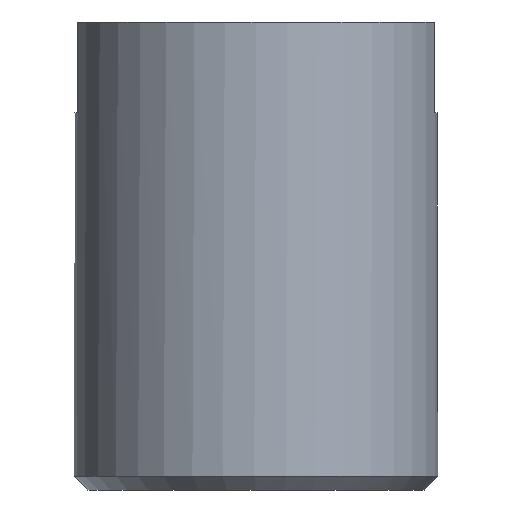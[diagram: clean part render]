
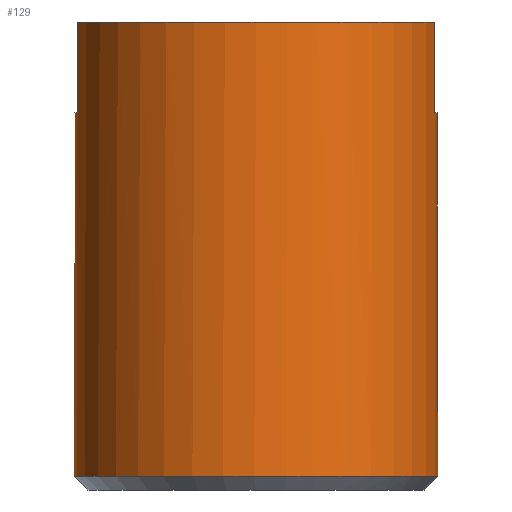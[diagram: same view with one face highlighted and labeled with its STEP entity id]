
A CAD part, left-side view. The second image highlights one B-rep face of the part: STEP entity #129.
In plain terms, the highlighted cylindrical face has radius 4 mm (diameter 8 mm), a full revolution.
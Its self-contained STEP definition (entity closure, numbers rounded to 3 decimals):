
#12=CYLINDRICAL_SURFACE($,#146,4.);
#14=FACE_BOUND($,#38,.T.);
#16=CIRCLE($,#137,4.);
#17=CIRCLE($,#138,4.);
#18=CIRCLE($,#140,4.);
#19=CIRCLE($,#142,4.);
#20=CIRCLE($,#144,4.);
#28=FACE_OUTER_BOUND($,#37,.T.);
#37=EDGE_LOOP($,(#98,#99,#100,#101,#102,#103,#104,#105));
#38=EDGE_LOOP($,(#106));
#41=LINE($,#192,#49);
#43=LINE($,#195,#51);
#45=LINE($,#201,#53);
#47=LINE($,#204,#55);
#49=VECTOR($,#153,2.);
#51=VECTOR($,#155,2.);
#53=VECTOR($,#159,2.);
#55=VECTOR($,#161,2.);
#56=VERTEX_POINT($,#188);
#57=VERTEX_POINT($,#189);
#58=VERTEX_POINT($,#191);
#59=VERTEX_POINT($,#193);
#60=VERTEX_POINT($,#197);
#61=VERTEX_POINT($,#198);
#62=VERTEX_POINT($,#200);
#63=VERTEX_POINT($,#202);
#64=VERTEX_POINT($,#213);
#67=EDGE_CURVE($,#58,#56,#41,.T.);
#69=EDGE_CURVE($,#57,#59,#43,.T.);
#71=EDGE_CURVE($,#62,#60,#45,.T.);
#73=EDGE_CURVE($,#61,#63,#47,.T.);
#74=EDGE_CURVE($,#60,#57,#16,.T.);
#75=EDGE_CURVE($,#56,#61,#17,.T.);
#76=EDGE_CURVE($,#63,#62,#18,.T.);
#77=EDGE_CURVE($,#59,#58,#19,.T.);
#78=EDGE_CURVE($,#64,#64,#20,.T.);
#98=ORIENTED_EDGE($,*,*,#69,.T.);
#99=ORIENTED_EDGE($,*,*,#77,.T.);
#100=ORIENTED_EDGE($,*,*,#67,.T.);
#101=ORIENTED_EDGE($,*,*,#75,.T.);
#102=ORIENTED_EDGE($,*,*,#73,.T.);
#103=ORIENTED_EDGE($,*,*,#76,.T.);
#104=ORIENTED_EDGE($,*,*,#71,.T.);
#105=ORIENTED_EDGE($,*,*,#74,.T.);
#106=ORIENTED_EDGE($,*,*,#78,.F.);
#129=ADVANCED_FACE($,(#28,#14),#12,.T.);
#137=AXIS2_PLACEMENT_3D($,#206,#164,#165);
#138=AXIS2_PLACEMENT_3D($,#207,#166,#167);
#140=AXIS2_PLACEMENT_3D($,#209,#170,#171);
#142=AXIS2_PLACEMENT_3D($,#211,#174,#175);
#144=AXIS2_PLACEMENT_3D($,#214,#178,#179);
#146=AXIS2_PLACEMENT_3D($,#217,#182,#183);
#153=DIRECTION($,(0.,0.,-1.));
#155=DIRECTION($,(0.,0.,1.));
#159=DIRECTION($,(0.,0.,-1.));
#161=DIRECTION($,(0.,0.,1.));
#164=DIRECTION('center_axis',(0.,0.,
-1.));
#165=DIRECTION('ref_axis',(-1.,0.,0.));
#166=DIRECTION('center_axis',(0.,0.,
-1.));
#167=DIRECTION('ref_axis',(-1.,0.,0.));
#170=DIRECTION('center_axis',(0.,0.,-1.));
#171=DIRECTION('ref_axis',(-1.,0.,0.));
#174=DIRECTION('center_axis',(0.,0.,-1.));
#175=DIRECTION('ref_axis',(-1.,0.,0.));
#178=DIRECTION('center_axis',(0.,0.,-1.));
#179=DIRECTION('ref_axis',(-1.,0.,0.));
#182=DIRECTION('center_axis',(0.,0.,1.));
#183=DIRECTION('ref_axis',(-1.,0.,0.));
#188=CARTESIAN_POINT('',(0.75,-3.929,8.3));
#189=CARTESIAN_POINT('',(0.75,3.929,8.3));
#191=CARTESIAN_POINT('',(0.75,-3.929,10.3));
#192=CARTESIAN_POINT($,(0.75,-3.929,0.));
#193=CARTESIAN_POINT('',(0.75,3.929,10.3));
#195=CARTESIAN_POINT($,(0.75,3.929,0.));
#197=CARTESIAN_POINT('',(-0.75,3.929,8.3));
#198=CARTESIAN_POINT('',(-0.75,-3.929,8.3));
#200=CARTESIAN_POINT('',(-0.75,3.929,10.3));
#201=CARTESIAN_POINT($,(-0.75,3.929,0.));
#202=CARTESIAN_POINT('',(-0.75,-3.929,10.3));
#204=CARTESIAN_POINT($,(-0.75,-3.929,0.));
#206=CARTESIAN_POINT('Origin',(0.,0.,8.3));
#207=CARTESIAN_POINT('Origin',(0.,0.,8.3));
#209=CARTESIAN_POINT('Origin',(0.,0.,10.3));
#211=CARTESIAN_POINT('Origin',(0.,0.,10.3));
#213=CARTESIAN_POINT('',(4.,0.,0.3));
#214=CARTESIAN_POINT('Origin',(0.,0.,0.3));
#217=CARTESIAN_POINT('Origin',(0.,0.,0.));
